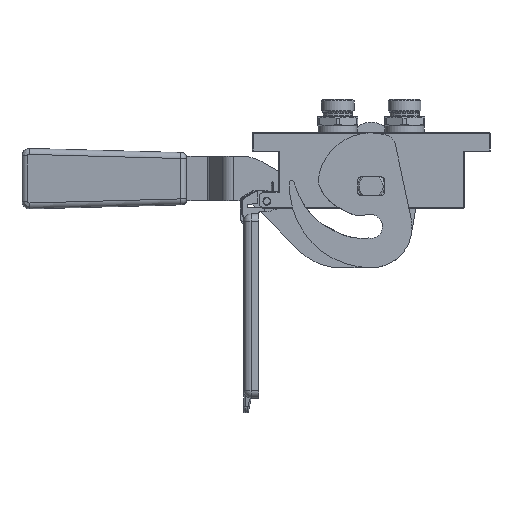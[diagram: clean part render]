
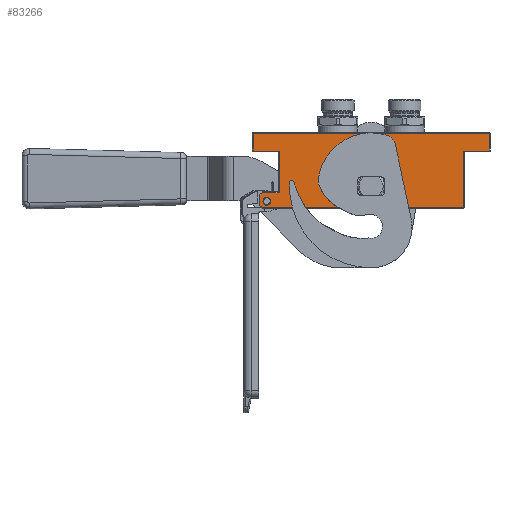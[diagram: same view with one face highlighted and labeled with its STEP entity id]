
A CAD part, front view. The second image highlights one B-rep face of the part: STEP entity #83266.
In plain terms, the highlighted planar face has unit normal (0, -1, 0).
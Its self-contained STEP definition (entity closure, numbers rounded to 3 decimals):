
#872 = ORIENTED_EDGE ( 'NONE', *, *, #81451, .F. ) ;
#884 = DIRECTION ( 'NONE',  ( 0., 0., -1. ) ) ;
#2755 = CARTESIAN_POINT ( 'NONE',  ( -79.5, 0., -12.5 ) ) ;
#3474 = VERTEX_POINT ( 'NONE', #31762 ) ;
#3641 = EDGE_CURVE ( 'NONE', #60321, #77808, #88148, .T. ) ;
#4375 = ORIENTED_EDGE ( 'NONE', *, *, #64060, .T. ) ;
#5302 = LINE ( 'NONE', #7733, #56748 ) ;
#5740 = CARTESIAN_POINT ( 'NONE',  ( 79.5, 0., -12.5 ) ) ;
#6337 = ORIENTED_EDGE ( 'NONE', *, *, #32436, .T. ) ;
#7008 = EDGE_CURVE ( 'NONE', #77808, #13371, #18393, .T. ) ;
#7733 = CARTESIAN_POINT ( 'NONE',  ( -79.5, 0., -0.5 ) ) ;
#8857 = CARTESIAN_POINT ( 'NONE',  ( -73.293, 0., -50.8 ) ) ;
#10398 = DIRECTION ( 'NONE',  ( 1., 0., 0. ) ) ;
#11621 = EDGE_CURVE ( 'NONE', #56965, #70406, #22278, .T. ) ;
#12113 = ORIENTED_EDGE ( 'NONE', *, *, #79137, .T. ) ;
#12541 = LINE ( 'NONE', #84668, #46502 ) ;
#12562 = EDGE_CURVE ( 'NONE', #72418, #70376, #72029, .T. ) ;
#12685 = CARTESIAN_POINT ( 'NONE',  ( -67.75, 0., -46.3 ) ) ;
#12833 = VERTEX_POINT ( 'NONE', #56023 ) ;
#12937 = VECTOR ( 'NONE', #34798, 1000. ) ;
#13340 = CARTESIAN_POINT ( 'NONE',  ( -70.3, 0., -46.3 ) ) ;
#13371 = VERTEX_POINT ( 'NONE', #26551 ) ;
#13375 = CARTESIAN_POINT ( 'NONE',  ( -73.293, 0., -40.5 ) ) ;
#13593 = EDGE_LOOP ( 'NONE', ( #89571, #40549, #12113, #64853, #6337, #872, #24680, #4375, #46965, #14654, #47180, #73365 ) ) ;
#14257 = FACE_OUTER_BOUND ( 'NONE', #13593, .T. ) ;
#14654 = ORIENTED_EDGE ( 'NONE', *, *, #3641, .T. ) ;
#14820 = DIRECTION ( 'NONE',  ( -1., 0., 0. ) ) ;
#18393 = LINE ( 'NONE', #69824, #12937 ) ;
#18941 = LINE ( 'NONE', #77111, #63886 ) ;
#19100 = DIRECTION ( 'NONE',  ( 0., 1., 0. ) ) ;
#19167 = LINE ( 'NONE', #65571, #70685 ) ;
#20093 = VERTEX_POINT ( 'NONE', #2755 ) ;
#20475 = CIRCLE ( 'NONE', #32292, 2.55 ) ;
#21602 = DIRECTION ( 'NONE',  ( 1., 0., 0. ) ) ;
#21830 = EDGE_CURVE ( 'NONE', #20093, #82781, #43416, .T. ) ;
#22278 = LINE ( 'NONE', #42169, #86991 ) ;
#24680 = ORIENTED_EDGE ( 'NONE', *, *, #12562, .T. ) ;
#25034 = EDGE_CURVE ( 'NONE', #34942, #60321, #44047, .T. ) ;
#26551 = CARTESIAN_POINT ( 'NONE',  ( -79.5, 0., -0.5 ) ) ;
#26570 = CARTESIAN_POINT ( 'NONE',  ( 62., 0., -50.8 ) ) ;
#27285 = ORIENTED_EDGE ( 'NONE', *, *, #55836, .T. ) ;
#28547 = EDGE_CURVE ( 'NONE', #3474, #31610, #63343, .T. ) ;
#28577 = EDGE_CURVE ( 'NONE', #13371, #20093, #5302, .T. ) ;
#28864 = EDGE_LOOP ( 'NONE', ( #27285, #35821 ) ) ;
#29101 = CARTESIAN_POINT ( 'NONE',  ( 0., 0., -36.1 ) ) ;
#29703 = DIRECTION ( 'NONE',  ( 0., 0., -1. ) ) ;
#30325 = DIRECTION ( 'NONE',  ( 0., 0., 1. ) ) ;
#30862 = VECTOR ( 'NONE', #44304, 1000. ) ;
#30934 = VECTOR ( 'NONE', #72245, 1000. ) ;
#31157 = DIRECTION ( 'NONE',  ( -1., 0., 0. ) ) ;
#31610 = VERTEX_POINT ( 'NONE', #63870 ) ;
#31762 = CARTESIAN_POINT ( 'NONE',  ( 0., 0., -47.4 ) ) ;
#31937 = ORIENTED_EDGE ( 'NONE', *, *, #86581, .F. ) ;
#32292 = AXIS2_PLACEMENT_3D ( 'NONE', #13340, #63581, #21602 ) ;
#32312 = CARTESIAN_POINT ( 'NONE',  ( 0., 0., -36.1 ) ) ;
#32436 = EDGE_CURVE ( 'NONE', #56965, #82076, #82819, .T. ) ;
#33329 = CARTESIAN_POINT ( 'NONE',  ( -72.85, 0., -46.3 ) ) ;
#34798 = DIRECTION ( 'NONE',  ( -1., 0., 0. ) ) ;
#34942 = VERTEX_POINT ( 'NONE', #38576 ) ;
#35821 = ORIENTED_EDGE ( 'NONE', *, *, #28547, .T. ) ;
#36459 = LINE ( 'NONE', #8857, #30934 ) ;
#36753 = VECTOR ( 'NONE', #44910, 1000. ) ;
#36756 = CIRCLE ( 'NONE', #41230, 2.55 ) ;
#38554 = PLANE ( 'NONE',  #43831 ) ;
#38576 = CARTESIAN_POINT ( 'NONE',  ( 62., 0., -12.5 ) ) ;
#39483 = CARTESIAN_POINT ( 'NONE',  ( -79.5, 0., -12.5 ) ) ;
#40549 = ORIENTED_EDGE ( 'NONE', *, *, #79982, .T. ) ;
#41230 = AXIS2_PLACEMENT_3D ( 'NONE', #87550, #51447, #31157 ) ;
#42169 = CARTESIAN_POINT ( 'NONE',  ( -75., 0., -42.207 ) ) ;
#43211 = DIRECTION ( 'NONE',  ( 0., 1., 0. ) ) ;
#43416 = LINE ( 'NONE', #39483, #73023 ) ;
#43831 = AXIS2_PLACEMENT_3D ( 'NONE', #65823, #86969, #10398 ) ;
#44047 = LINE ( 'NONE', #85342, #30862 ) ;
#44304 = DIRECTION ( 'NONE',  ( 1., 0., 0. ) ) ;
#44734 = DIRECTION ( 'NONE',  ( 0., 0., -1. ) ) ;
#44910 = DIRECTION ( 'NONE',  ( 0., 0., -1. ) ) ;
#44950 = FACE_BOUND ( 'NONE', #28864, .T. ) ;
#46502 = VECTOR ( 'NONE', #14820, 1000. ) ;
#46965 = ORIENTED_EDGE ( 'NONE', *, *, #25034, .T. ) ;
#47180 = ORIENTED_EDGE ( 'NONE', *, *, #7008, .T. ) ;
#48884 = VECTOR ( 'NONE', #66463, 1000. ) ;
#51447 = DIRECTION ( 'NONE',  ( 0., -1., 0. ) ) ;
#53496 = EDGE_CURVE ( 'NONE', #67130, #82296, #36756, .T. ) ;
#55836 = EDGE_CURVE ( 'NONE', #31610, #3474, #75186, .T. ) ;
#56023 = CARTESIAN_POINT ( 'NONE',  ( -62., 0., -40.5 ) ) ;
#56748 = VECTOR ( 'NONE', #29703, 1000. ) ;
#56965 = VERTEX_POINT ( 'NONE', #67864 ) ;
#59302 = CARTESIAN_POINT ( 'NONE',  ( -75., 0., -42.207 ) ) ;
#59444 = CARTESIAN_POINT ( 'NONE',  ( -73.293, 0., -50.8 ) ) ;
#59881 = DIRECTION ( 'NONE',  ( 0., 0., 1. ) ) ;
#59901 = CARTESIAN_POINT ( 'NONE',  ( -75., 0., -49.093 ) ) ;
#60321 = VERTEX_POINT ( 'NONE', #76517 ) ;
#60404 = CARTESIAN_POINT ( 'NONE',  ( -62., 0., -12.5 ) ) ;
#60849 = DIRECTION ( 'NONE',  ( 0., 0., 1. ) ) ;
#63343 = CIRCLE ( 'NONE', #68950, 11.3 ) ;
#63581 = DIRECTION ( 'NONE',  ( 0., -1., 0. ) ) ;
#63870 = CARTESIAN_POINT ( 'NONE',  ( 0., 0., -24.8 ) ) ;
#63886 = VECTOR ( 'NONE', #884, 1000. ) ;
#64029 = VECTOR ( 'NONE', #60849, 1000. ) ;
#64060 = EDGE_CURVE ( 'NONE', #70376, #34942, #19167, .T. ) ;
#64853 = ORIENTED_EDGE ( 'NONE', *, *, #11621, .F. ) ;
#65571 = CARTESIAN_POINT ( 'NONE',  ( 62., 0., -50.8 ) ) ;
#65823 = CARTESIAN_POINT ( 'NONE',  ( 0., 0., 0. ) ) ;
#66463 = DIRECTION ( 'NONE',  ( 1., 0., 0. ) ) ;
#67130 = VERTEX_POINT ( 'NONE', #33329 ) ;
#67864 = CARTESIAN_POINT ( 'NONE',  ( -75., 0., -42.207 ) ) ;
#68950 = AXIS2_PLACEMENT_3D ( 'NONE', #29101, #43211, #44734 ) ;
#69824 = CARTESIAN_POINT ( 'NONE',  ( 79.5, 0., -0.5 ) ) ;
#70376 = VERTEX_POINT ( 'NONE', #26570 ) ;
#70406 = VERTEX_POINT ( 'NONE', #13375 ) ;
#70685 = VECTOR ( 'NONE', #30325, 1000. ) ;
#72029 = LINE ( 'NONE', #59444, #48884 ) ;
#72245 = DIRECTION ( 'NONE',  ( -0.707, 0., 0.707 ) ) ;
#72341 = FACE_BOUND ( 'NONE', #76129, .T. ) ;
#72418 = VERTEX_POINT ( 'NONE', #85107 ) ;
#73023 = VECTOR ( 'NONE', #81148, 1000. ) ;
#73365 = ORIENTED_EDGE ( 'NONE', *, *, #28577, .T. ) ;
#75186 = CIRCLE ( 'NONE', #76343, 11.3 ) ;
#76129 = EDGE_LOOP ( 'NONE', ( #80892, #31937 ) ) ;
#76343 = AXIS2_PLACEMENT_3D ( 'NONE', #32312, #19100, #59881 ) ;
#76517 = CARTESIAN_POINT ( 'NONE',  ( 79.5, 0., -12.5 ) ) ;
#77111 = CARTESIAN_POINT ( 'NONE',  ( -62., 0., -12.5 ) ) ;
#77808 = VERTEX_POINT ( 'NONE', #84731 ) ;
#79137 = EDGE_CURVE ( 'NONE', #12833, #70406, #12541, .T. ) ;
#79982 = EDGE_CURVE ( 'NONE', #82781, #12833, #18941, .T. ) ;
#80892 = ORIENTED_EDGE ( 'NONE', *, *, #53496, .F. ) ;
#81148 = DIRECTION ( 'NONE',  ( 1., 0., 0. ) ) ;
#81451 = EDGE_CURVE ( 'NONE', #72418, #82076, #36459, .T. ) ;
#82076 = VERTEX_POINT ( 'NONE', #59901 ) ;
#82296 = VERTEX_POINT ( 'NONE', #12685 ) ;
#82781 = VERTEX_POINT ( 'NONE', #60404 ) ;
#82819 = LINE ( 'NONE', #59302, #36753 ) ;
#83190 = DIRECTION ( 'NONE',  ( 0.707, 0., 0.707 ) ) ;
#83266 = ADVANCED_FACE ( 'NONE', ( #14257, #44950, #72341 ), #38554, .F. ) ;
#84668 = CARTESIAN_POINT ( 'NONE',  ( -62., 0., -40.5 ) ) ;
#84731 = CARTESIAN_POINT ( 'NONE',  ( 79.5, 0., -0.5 ) ) ;
#85107 = CARTESIAN_POINT ( 'NONE',  ( -73.293, 0., -50.8 ) ) ;
#85342 = CARTESIAN_POINT ( 'NONE',  ( 62., 0., -12.5 ) ) ;
#86581 = EDGE_CURVE ( 'NONE', #82296, #67130, #20475, .T. ) ;
#86969 = DIRECTION ( 'NONE',  ( 0., 1., 0. ) ) ;
#86991 = VECTOR ( 'NONE', #83190, 1000. ) ;
#87550 = CARTESIAN_POINT ( 'NONE',  ( -70.3, 0., -46.3 ) ) ;
#88148 = LINE ( 'NONE', #5740, #64029 ) ;
#89571 = ORIENTED_EDGE ( 'NONE', *, *, #21830, .T. ) ;
